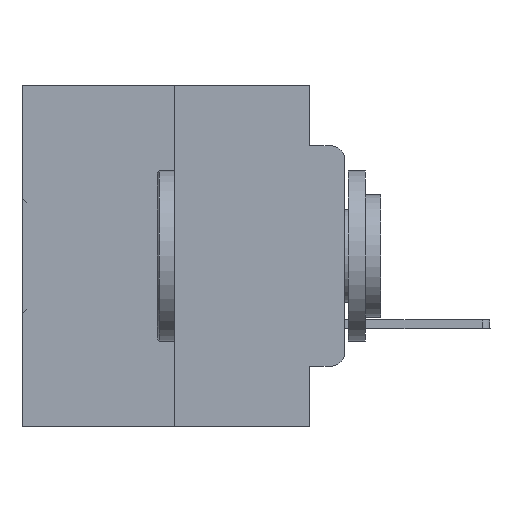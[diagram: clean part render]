
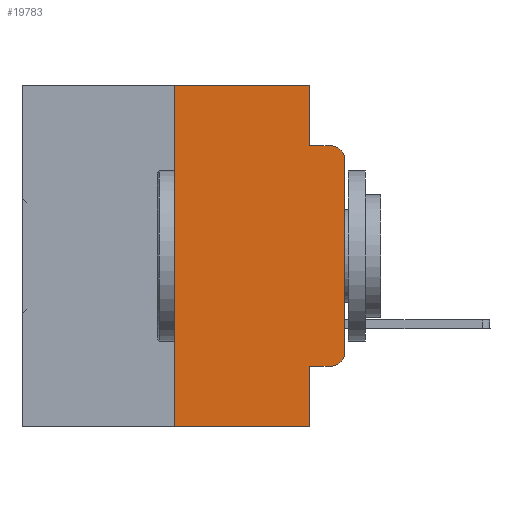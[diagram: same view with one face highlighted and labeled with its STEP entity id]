
A CAD part, left-side view. The second image highlights one B-rep face of the part: STEP entity #19783.
In plain terms, the highlighted planar face has unit normal (-1, 0, 0).
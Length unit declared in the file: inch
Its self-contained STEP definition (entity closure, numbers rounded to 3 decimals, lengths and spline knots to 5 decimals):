
#523 = DIRECTION ( 'NONE',  ( 0., 0., -1. ) ) ;
#764 = CARTESIAN_POINT ( 'NONE',  ( 0., 0.25, 0. ) ) ;
#891 = EDGE_CURVE ( 'NONE', #4551, #20382, #24759, .T. ) ;
#1161 = VERTEX_POINT ( 'NONE', #12929 ) ;
#1330 = CARTESIAN_POINT ( 'NONE',  ( 0., 0.02, -0.0885 ) ) ;
#1361 = EDGE_CURVE ( 'NONE', #1581, #11170, #7003, .T. ) ;
#1493 = LINE ( 'NONE', #22979, #7909 ) ;
#1581 = VERTEX_POINT ( 'NONE', #10296 ) ;
#1817 = VERTEX_POINT ( 'NONE', #16726 ) ;
#2512 = VERTEX_POINT ( 'NONE', #764 ) ;
#2547 = EDGE_CURVE ( 'NONE', #1161, #2993, #16110, .T. ) ;
#2750 = LINE ( 'NONE', #32565, #32171 ) ;
#2993 = VERTEX_POINT ( 'NONE', #1330 ) ;
#3745 = ORIENTED_EDGE ( 'NONE', *, *, #27121, .F. ) ;
#4096 = ORIENTED_EDGE ( 'NONE', *, *, #17320, .T. ) ;
#4224 = VERTEX_POINT ( 'NONE', #12186 ) ;
#4551 = VERTEX_POINT ( 'NONE', #30596 ) ;
#4592 = DIRECTION ( 'NONE',  ( 0., 0., 1. ) ) ;
#4713 = ORIENTED_EDGE ( 'NONE', *, *, #31630, .T. ) ;
#4931 = PLANE ( 'NONE',  #5168 ) ;
#5064 = DIRECTION ( 'NONE',  ( 0., 0., -1. ) ) ;
#5168 = AXIS2_PLACEMENT_3D ( 'NONE', #22789, #25505, #7279 ) ;
#6125 = DIRECTION ( 'NONE',  ( 0., -1., 0. ) ) ;
#6207 = CARTESIAN_POINT ( 'NONE',  ( 0., 0., -0.3915 ) ) ;
#7003 = CIRCLE ( 'NONE', #23620, 0.02 ) ;
#7279 = DIRECTION ( 'NONE',  ( 0., 0., -1. ) ) ;
#7909 = VECTOR ( 'NONE', #12180, 39.37008 ) ;
#8411 = CARTESIAN_POINT ( 'NONE',  ( 0., 0.051, -0.5 ) ) ;
#8532 = DIRECTION ( 'NONE',  ( -1., 0., 0. ) ) ;
#10296 = CARTESIAN_POINT ( 'NONE',  ( 0., 0.02, -0.4115 ) ) ;
#11170 = VERTEX_POINT ( 'NONE', #6207 ) ;
#11607 = EDGE_CURVE ( 'NONE', #26920, #2512, #2750, .T. ) ;
#11872 = DIRECTION ( 'NONE',  ( 0., 0., -1. ) ) ;
#12180 = DIRECTION ( 'NONE',  ( 0., -1., 0. ) ) ;
#12186 = CARTESIAN_POINT ( 'NONE',  ( 0., 0.051, -0.0885 ) ) ;
#12756 = ORIENTED_EDGE ( 'NONE', *, *, #11607, .F. ) ;
#12929 = CARTESIAN_POINT ( 'NONE',  ( 0., 0., -0.1085 ) ) ;
#13296 = CARTESIAN_POINT ( 'NONE',  ( 0., 0.473, -0.5 ) ) ;
#14578 = VECTOR ( 'NONE', #31191, 39.37008 ) ;
#14644 = DIRECTION ( 'NONE',  ( 0., 0., -1. ) ) ;
#16110 = CIRCLE ( 'NONE', #18261, 0.02 ) ;
#16726 = CARTESIAN_POINT ( 'NONE',  ( 0., 0.051, 0. ) ) ;
#17265 = DIRECTION ( 'NONE',  ( 0., 0., 1. ) ) ;
#17286 = EDGE_CURVE ( 'NONE', #2512, #1817, #20441, .T. ) ;
#17320 = EDGE_CURVE ( 'NONE', #4551, #1581, #24700, .T. ) ;
#17889 = CARTESIAN_POINT ( 'NONE',  ( 0., 0.051, 0. ) ) ;
#18235 = FACE_OUTER_BOUND ( 'NONE', #31401, .T. ) ;
#18261 = AXIS2_PLACEMENT_3D ( 'NONE', #32655, #19705, #14644 ) ;
#19059 = VECTOR ( 'NONE', #5064, 39.37008 ) ;
#19705 = DIRECTION ( 'NONE',  ( -1., 0., 0. ) ) ;
#19783 = ADVANCED_FACE ( 'NONE', ( #18235 ), #4931, .F. ) ;
#19903 = LINE ( 'NONE', #13296, #27170 ) ;
#20046 = VECTOR ( 'NONE', #24807, 39.37008 ) ;
#20382 = VERTEX_POINT ( 'NONE', #8411 ) ;
#20441 = LINE ( 'NONE', #27265, #20046 ) ;
#21768 = VECTOR ( 'NONE', #11872, 39.37008 ) ;
#21884 = CARTESIAN_POINT ( 'NONE',  ( 0., 0., 0. ) ) ;
#21934 = EDGE_CURVE ( 'NONE', #11170, #1161, #32682, .T. ) ;
#22491 = ORIENTED_EDGE ( 'NONE', *, *, #891, .F. ) ;
#22789 = CARTESIAN_POINT ( 'NONE',  ( 0., 0.473, 0. ) ) ;
#22978 = ORIENTED_EDGE ( 'NONE', *, *, #21934, .T. ) ;
#22979 = CARTESIAN_POINT ( 'NONE',  ( 0., 0.051, -0.0885 ) ) ;
#23620 = AXIS2_PLACEMENT_3D ( 'NONE', #28808, #8532, #523 ) ;
#24700 = LINE ( 'NONE', #28829, #14578 ) ;
#24759 = LINE ( 'NONE', #17889, #19059 ) ;
#24807 = DIRECTION ( 'NONE',  ( 0., -1., 0. ) ) ;
#25408 = LINE ( 'NONE', #30012, #21768 ) ;
#25505 = DIRECTION ( 'NONE',  ( 1., 0., 0. ) ) ;
#25527 = ORIENTED_EDGE ( 'NONE', *, *, #17286, .F. ) ;
#25634 = ORIENTED_EDGE ( 'NONE', *, *, #29062, .F. ) ;
#26920 = VERTEX_POINT ( 'NONE', #31911 ) ;
#27121 = EDGE_CURVE ( 'NONE', #1817, #4224, #25408, .T. ) ;
#27170 = VECTOR ( 'NONE', #6125, 39.37008 ) ;
#27265 = CARTESIAN_POINT ( 'NONE',  ( 0., 0.473, 0. ) ) ;
#27847 = ORIENTED_EDGE ( 'NONE', *, *, #2547, .T. ) ;
#28808 = CARTESIAN_POINT ( 'NONE',  ( 0., 0.02, -0.3915 ) ) ;
#28829 = CARTESIAN_POINT ( 'NONE',  ( 0., 0.051, -0.4115 ) ) ;
#29062 = EDGE_CURVE ( 'NONE', #4224, #2993, #1493, .T. ) ;
#29882 = VECTOR ( 'NONE', #4592, 39.37008 ) ;
#30012 = CARTESIAN_POINT ( 'NONE',  ( 0., 0.051, 0. ) ) ;
#30596 = CARTESIAN_POINT ( 'NONE',  ( 0., 0.051, -0.4115 ) ) ;
#31191 = DIRECTION ( 'NONE',  ( 0., -1., 0. ) ) ;
#31401 = EDGE_LOOP ( 'NONE', ( #22978, #27847, #25634, #3745, #25527, #12756, #4713, #22491, #4096, #32416 ) ) ;
#31630 = EDGE_CURVE ( 'NONE', #26920, #20382, #19903, .T. ) ;
#31911 = CARTESIAN_POINT ( 'NONE',  ( 0., 0.25, -0.5 ) ) ;
#32171 = VECTOR ( 'NONE', #17265, 39.37008 ) ;
#32416 = ORIENTED_EDGE ( 'NONE', *, *, #1361, .T. ) ;
#32565 = CARTESIAN_POINT ( 'NONE',  ( 0., 0.25, 0. ) ) ;
#32655 = CARTESIAN_POINT ( 'NONE',  ( 0., 0.02, -0.1085 ) ) ;
#32682 = LINE ( 'NONE', #21884, #29882 ) ;
